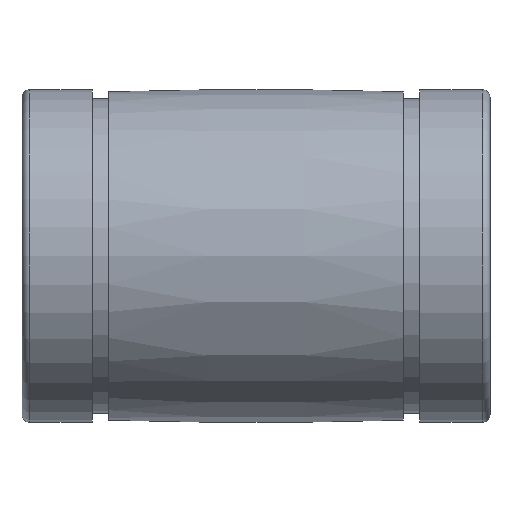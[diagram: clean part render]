
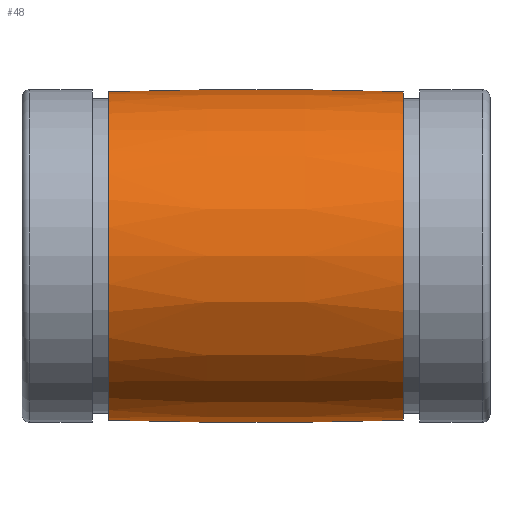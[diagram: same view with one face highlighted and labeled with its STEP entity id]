
A CAD part, top view. The second image highlights one B-rep face of the part: STEP entity #48.
In plain terms, the highlighted free-form (B-spline) face has degree [3, 3] with [4, 7] control points.
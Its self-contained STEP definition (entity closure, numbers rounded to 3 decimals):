
#48 = ADVANCED_FACE( '', ( #105, #106 ), #107, .T. );
#105 = FACE_OUTER_BOUND( '', #176, .T. );
#106 = FACE_OUTER_BOUND( '', #177, .T. );
#107 = ( BOUNDED_SURFACE(  )B_SPLINE_SURFACE( 3, 3, ( ( #180, #181, #182, #183, #184, #185, #186 ), ( #187, #188, #189, #190, #191, #192, #193 ), ( #194, #195, #196, #197, #198, #199, #200 ), ( #201, #202, #203, #204, #205, #206, #207 ) ), .UNSPECIFIED., .F., .T., .F. )B_SPLINE_SURFACE_WITH_KNOTS( ( 4, 4 ), ( 4, 3, 4 ), ( 0., 6.283 ), ( -0.03, 0., 0.03 ), .UNSPECIFIED. )GEOMETRIC_REPRESENTATION_ITEM(  )RATIONAL_B_SPLINE_SURFACE( ( ( 1., 0.333, 0.333, 1., 0.333, 0.333, 1. ), ( 1., 0.333, 0.333, 1., 0.333, 0.333, 1. ), ( 1., 0.333, 0.333, 1., 0.333, 0.333, 1. ), ( 1., 0.333, 0.333, 1., 0.333, 0.333, 1. ) ) )REPRESENTATION_ITEM( '' )SURFACE(  ) );
#176 = EDGE_LOOP( '', ( #283 ) );
#177 = EDGE_LOOP( '', ( #284 ) );
#180 = CARTESIAN_POINT( '', ( 36.65, 0., -15.788 ) );
#181 = CARTESIAN_POINT( '', ( 36.65, 31.575, -15.788 ) );
#182 = CARTESIAN_POINT( '', ( 36.65, 31.575, 15.788 ) );
#183 = CARTESIAN_POINT( '', ( 36.65, 0., 15.788 ) );
#184 = CARTESIAN_POINT( '', ( 36.65, -31.575, 15.788 ) );
#185 = CARTESIAN_POINT( '', ( 36.65, -31.575, -15.788 ) );
#186 = CARTESIAN_POINT( '', ( 36.65, 0., -15.788 ) );
#187 = CARTESIAN_POINT( '', ( 27.218, 0., -16.071 ) );
#188 = CARTESIAN_POINT( '', ( 27.218, 32.142, -16.071 ) );
#189 = CARTESIAN_POINT( '', ( 27.218, 32.142, 16.071 ) );
#190 = CARTESIAN_POINT( '', ( 27.218, 0., 16.071 ) );
#191 = CARTESIAN_POINT( '', ( 27.218, -32.142, 16.071 ) );
#192 = CARTESIAN_POINT( '', ( 27.218, -32.142, -16.071 ) );
#193 = CARTESIAN_POINT( '', ( 27.218, 0., -16.071 ) );
#194 = CARTESIAN_POINT( '', ( 17.782, 0., -16.071 ) );
#195 = CARTESIAN_POINT( '', ( 17.782, 32.142, -16.071 ) );
#196 = CARTESIAN_POINT( '', ( 17.782, 32.142, 16.071 ) );
#197 = CARTESIAN_POINT( '', ( 17.782, 0., 16.071 ) );
#198 = CARTESIAN_POINT( '', ( 17.782, -32.142, 16.071 ) );
#199 = CARTESIAN_POINT( '', ( 17.782, -32.142, -16.071 ) );
#200 = CARTESIAN_POINT( '', ( 17.782, 0., -16.071 ) );
#201 = CARTESIAN_POINT( '', ( 8.35, 0., -15.788 ) );
#202 = CARTESIAN_POINT( '', ( 8.35, 31.575, -15.788 ) );
#203 = CARTESIAN_POINT( '', ( 8.35, 31.575, 15.788 ) );
#204 = CARTESIAN_POINT( '', ( 8.35, 0., 15.788 ) );
#205 = CARTESIAN_POINT( '', ( 8.35, -31.575, 15.788 ) );
#206 = CARTESIAN_POINT( '', ( 8.35, -31.575, -15.788 ) );
#207 = CARTESIAN_POINT( '', ( 8.35, 0., -15.788 ) );
#283 = ORIENTED_EDGE( '', *, *, #364, .T. );
#284 = ORIENTED_EDGE( '', *, *, #358, .F. );
#358 = EDGE_CURVE( '', #394, #394, #395, .T. );
#364 = EDGE_CURVE( '', #404, #404, #405, .T. );
#394 = VERTEX_POINT( '', #442 );
#395 = CIRCLE( '', #443, 15.788 );
#404 = VERTEX_POINT( '', #452 );
#405 = CIRCLE( '', #453, 15.788 );
#442 = CARTESIAN_POINT( '', ( 36.65, 0., -15.788 ) );
#443 = AXIS2_PLACEMENT_3D( '', #491, #492, #493 );
#452 = CARTESIAN_POINT( '', ( 8.35, 0., -15.788 ) );
#453 = AXIS2_PLACEMENT_3D( '', #503, #504, #505 );
#491 = CARTESIAN_POINT( '', ( 36.65, 0., 0. ) );
#492 = DIRECTION( '', ( 1., 0., 0. ) );
#493 = DIRECTION( '', ( 0., 0., -1. ) );
#503 = CARTESIAN_POINT( '', ( 8.35, 0., 0. ) );
#504 = DIRECTION( '', ( 1., 0., 0. ) );
#505 = DIRECTION( '', ( 0., 0., -1. ) );
